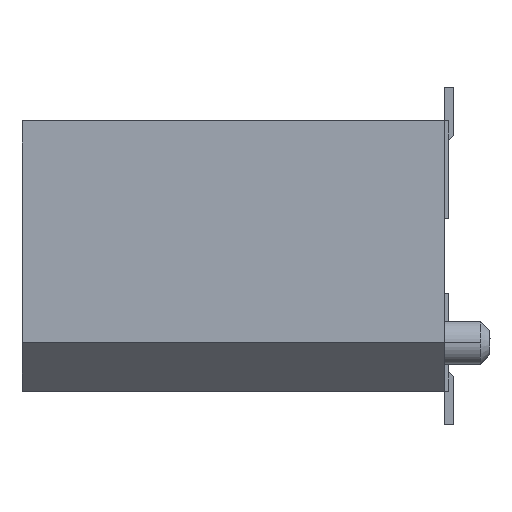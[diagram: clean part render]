
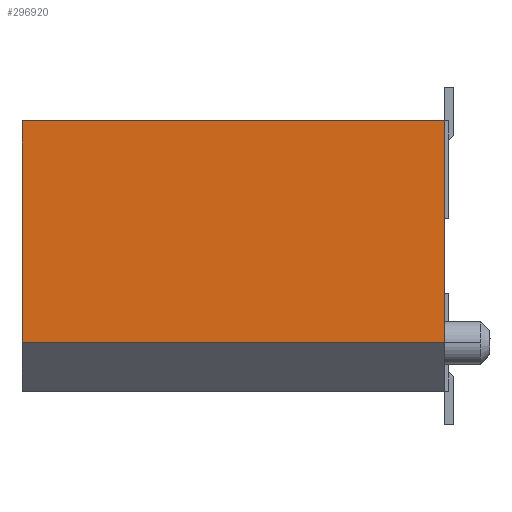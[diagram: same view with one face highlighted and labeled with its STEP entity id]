
A CAD part, left-side view. The second image highlights one B-rep face of the part: STEP entity #296920.
In plain terms, the highlighted planar face has unit normal (-1, 0, 0).
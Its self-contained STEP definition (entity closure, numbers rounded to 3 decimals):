
#11240=CARTESIAN_POINT('',(18.,8.85,-1.8));
#11250=VERTEX_POINT('',#11240);
#11280=CARTESIAN_POINT('',(18.,0.,-1.8));
#11290=DIRECTION('',(0.,-1.,0.));
#11300=VECTOR('',#11290,1.);
#11310=LINE('',#11280,#11300);
#11320=CARTESIAN_POINT('',(18.,0.1,-1.8));
#11330=VERTEX_POINT('',#11320);
#11340=EDGE_CURVE('',#11250,#11330,#11310,.T.);
#249500=CARTESIAN_POINT('',(18.,0.1,2.8));
#249510=VERTEX_POINT('',#249500);
#249540=CARTESIAN_POINT('',(18.,0.,2.8));
#249550=DIRECTION('',(0.,1.,0.));
#249560=VECTOR('',#249550,1.);
#249570=LINE('',#249540,#249560);
#249580=CARTESIAN_POINT('',(18.,8.85,2.8));
#249590=VERTEX_POINT('',#249580);
#249600=EDGE_CURVE('',#249510,#249590,#249570,.T.);
#296710=CARTESIAN_POINT('',(18.,4.475,0.5));
#296720=DIRECTION('',(-1.,0.,0.));
#296730=DIRECTION('',(0.,1.,0.));
#296740=AXIS2_PLACEMENT_3D('',#296710,#296720,#296730);
#296750=PLANE('',#296740);
#296760=CARTESIAN_POINT('',(18.,8.85,0.));
#296770=DIRECTION('',(0.,0.,1.));
#296780=VECTOR('',#296770,1.);
#296790=LINE('',#296760,#296780);
#296800=EDGE_CURVE('',#11250,#249590,#296790,.T.);
#296810=ORIENTED_EDGE('',*,*,#296800,.F.);
#296820=ORIENTED_EDGE('',*,*,#249600,.T.);
#296830=CARTESIAN_POINT('',(18.,0.1,0.));
#296840=DIRECTION('',(0.,0.,-1.));
#296850=VECTOR('',#296840,1.);
#296860=LINE('',#296830,#296850);
#296870=EDGE_CURVE('',#249510,#11330,#296860,.T.);
#296880=ORIENTED_EDGE('',*,*,#296870,.F.);
#296890=ORIENTED_EDGE('',*,*,#11340,.T.);
#296900=EDGE_LOOP('',(#296890,#296880,#296820,#296810));
#296910=FACE_OUTER_BOUND('',#296900,.T.);
#296920=ADVANCED_FACE('',(#296910),#296750,.T.);
